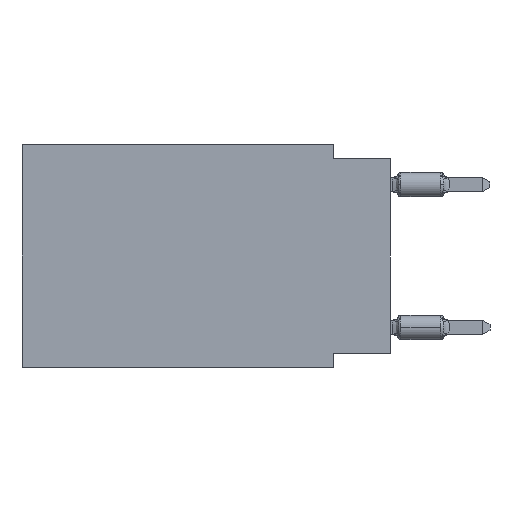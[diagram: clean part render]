
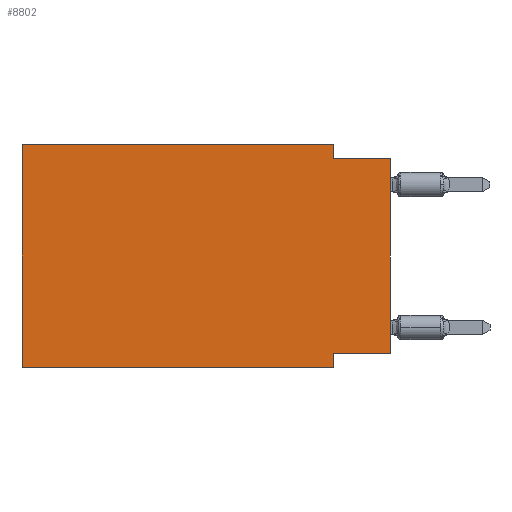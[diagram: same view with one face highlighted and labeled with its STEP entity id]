
A CAD part, left-side view. The second image highlights one B-rep face of the part: STEP entity #8802.
In plain terms, the highlighted planar face has unit normal (-1, 0, 0).
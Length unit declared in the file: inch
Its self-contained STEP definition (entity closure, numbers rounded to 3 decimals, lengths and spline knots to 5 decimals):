
#193 = LINE ( 'NONE', #7344, #8547 ) ;
#257 = VERTEX_POINT ( 'NONE', #7207 ) ;
#1221 = VERTEX_POINT ( 'NONE', #26312 ) ;
#1999 = ORIENTED_EDGE ( 'NONE', *, *, #9855, .T. ) ;
#2059 = VERTEX_POINT ( 'NONE', #26837 ) ;
#2129 = ORIENTED_EDGE ( 'NONE', *, *, #7542, .T. ) ;
#2284 = CARTESIAN_POINT ( 'NONE',  ( 0., 0., -0.365 ) ) ;
#2440 = DIRECTION ( 'NONE',  ( 0., -1., 0. ) ) ;
#3150 = CARTESIAN_POINT ( 'NONE',  ( 0., 0.645, 0. ) ) ;
#3662 = VECTOR ( 'NONE', #29148, 39.37008 ) ;
#3865 = EDGE_LOOP ( 'NONE', ( #1999, #5806, #25710, #8165, #8674, #2129, #11823, #5200 ) ) ;
#4059 = LINE ( 'NONE', #25741, #25825 ) ;
#4090 = EDGE_CURVE ( 'NONE', #2059, #25010, #19438, .T. ) ;
#4915 = CARTESIAN_POINT ( 'NONE',  ( 0., 0.1, 0. ) ) ;
#5200 = ORIENTED_EDGE ( 'NONE', *, *, #27663, .F. ) ;
#5364 = VECTOR ( 'NONE', #9650, 39.37008 ) ;
#5806 = ORIENTED_EDGE ( 'NONE', *, *, #27721, .F. ) ;
#5955 = VERTEX_POINT ( 'NONE', #12217 ) ;
#6774 = EDGE_CURVE ( 'NONE', #20701, #1221, #14057, .T. ) ;
#7207 = CARTESIAN_POINT ( 'NONE',  ( 0., 0., -0.365 ) ) ;
#7344 = CARTESIAN_POINT ( 'NONE',  ( 0., 0., -0.025 ) ) ;
#7542 = EDGE_CURVE ( 'NONE', #2059, #1221, #23216, .T. ) ;
#8041 = VECTOR ( 'NONE', #9412, 39.37008 ) ;
#8165 = ORIENTED_EDGE ( 'NONE', *, *, #12553, .F. ) ;
#8547 = VECTOR ( 'NONE', #2440, 39.37008 ) ;
#8674 = ORIENTED_EDGE ( 'NONE', *, *, #4090, .F. ) ;
#8802 = ADVANCED_FACE ( 'NONE', ( #16205 ), #23073, .F. ) ;
#9412 = DIRECTION ( 'NONE',  ( 0., 1., 0. ) ) ;
#9650 = DIRECTION ( 'NONE',  ( 0., 0., -1. ) ) ;
#9855 = EDGE_CURVE ( 'NONE', #257, #5955, #21832, .T. ) ;
#10047 = VECTOR ( 'NONE', #19432, 39.37008 ) ;
#10773 = VERTEX_POINT ( 'NONE', #23153 ) ;
#10833 = CARTESIAN_POINT ( 'NONE',  ( 0., 0.645, -0.39 ) ) ;
#11158 = DIRECTION ( 'NONE',  ( 0., -1., 0. ) ) ;
#11823 = ORIENTED_EDGE ( 'NONE', *, *, #6774, .F. ) ;
#12217 = CARTESIAN_POINT ( 'NONE',  ( 0., 0., -0.025 ) ) ;
#12553 = EDGE_CURVE ( 'NONE', #25010, #23725, #4059, .T. ) ;
#14057 = LINE ( 'NONE', #21510, #16473 ) ;
#14266 = CARTESIAN_POINT ( 'NONE',  ( 0., 0.1, -0.365 ) ) ;
#16205 = FACE_OUTER_BOUND ( 'NONE', #3865, .T. ) ;
#16473 = VECTOR ( 'NONE', #21209, 39.37008 ) ;
#16605 = CARTESIAN_POINT ( 'NONE',  ( 0., 0.1, 0. ) ) ;
#18221 = CARTESIAN_POINT ( 'NONE',  ( 0., 0.645, 0. ) ) ;
#19432 = DIRECTION ( 'NONE',  ( 0., 0., 1. ) ) ;
#19438 = LINE ( 'NONE', #3150, #3662 ) ;
#20701 = VERTEX_POINT ( 'NONE', #14266 ) ;
#21209 = DIRECTION ( 'NONE',  ( 0., 0., -1. ) ) ;
#21510 = CARTESIAN_POINT ( 'NONE',  ( 0., 0.1, -0.39 ) ) ;
#21579 = VECTOR ( 'NONE', #25430, 39.37008 ) ;
#21832 = LINE ( 'NONE', #27222, #10047 ) ;
#22403 = EDGE_CURVE ( 'NONE', #23725, #10773, #31081, .T. ) ;
#23073 = PLANE ( 'NONE',  #29245 ) ;
#23153 = CARTESIAN_POINT ( 'NONE',  ( 0., 0.1, -0.025 ) ) ;
#23216 = LINE ( 'NONE', #10833, #21579 ) ;
#23381 = DIRECTION ( 'NONE',  ( 0., 0., -1. ) ) ;
#23533 = CARTESIAN_POINT ( 'NONE',  ( 0., 0.645, 0. ) ) ;
#23537 = LINE ( 'NONE', #2284, #8041 ) ;
#23725 = VERTEX_POINT ( 'NONE', #4915 ) ;
#25010 = VERTEX_POINT ( 'NONE', #18221 ) ;
#25430 = DIRECTION ( 'NONE',  ( 0., -1., 0. ) ) ;
#25710 = ORIENTED_EDGE ( 'NONE', *, *, #22403, .F. ) ;
#25741 = CARTESIAN_POINT ( 'NONE',  ( 0., 0.645, 0. ) ) ;
#25825 = VECTOR ( 'NONE', #11158, 39.37008 ) ;
#26312 = CARTESIAN_POINT ( 'NONE',  ( 0., 0.1, -0.39 ) ) ;
#26837 = CARTESIAN_POINT ( 'NONE',  ( 0., 0.645, -0.39 ) ) ;
#27222 = CARTESIAN_POINT ( 'NONE',  ( 0., 0., 0. ) ) ;
#27663 = EDGE_CURVE ( 'NONE', #257, #20701, #23537, .T. ) ;
#27721 = EDGE_CURVE ( 'NONE', #10773, #5955, #193, .T. ) ;
#27979 = DIRECTION ( 'NONE',  ( 1., 0., 0. ) ) ;
#29148 = DIRECTION ( 'NONE',  ( 0., 0., 1. ) ) ;
#29245 = AXIS2_PLACEMENT_3D ( 'NONE', #23533, #27979, #23381 ) ;
#31081 = LINE ( 'NONE', #16605, #5364 ) ;
